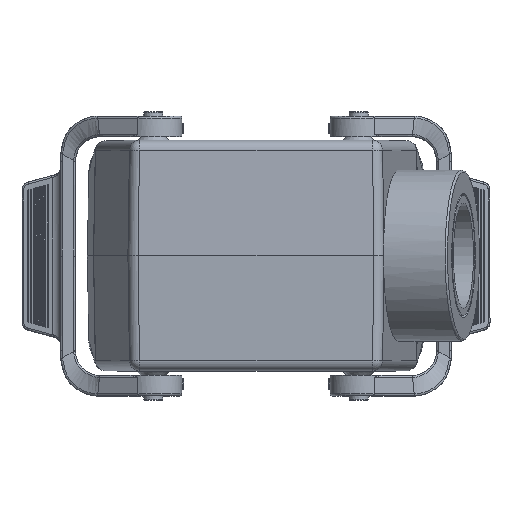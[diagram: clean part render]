
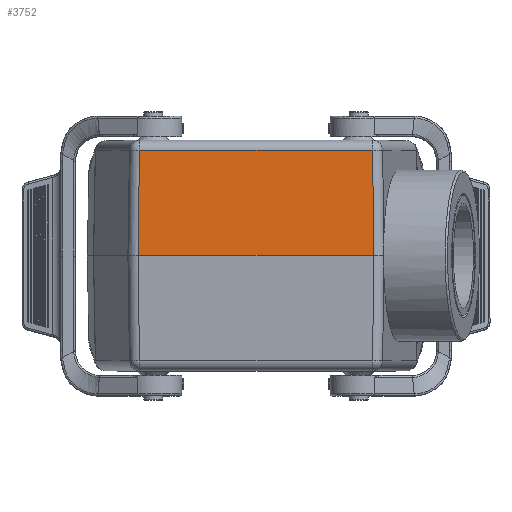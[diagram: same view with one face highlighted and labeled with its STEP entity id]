
A CAD part, top view. The second image highlights one B-rep face of the part: STEP entity #3752.
In plain terms, the highlighted planar face has unit normal (0, 0.018, 1).
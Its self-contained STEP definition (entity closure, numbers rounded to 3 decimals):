
#850=CARTESIAN_POINT('',(28.692,0.0,68.25));
#851=VERTEX_POINT('',#850);
#881=CARTESIAN_POINT('',(28.325,25.544,67.804));
#882=VERTEX_POINT('',#881);
#890=CARTESIAN_POINT('',(28.692,0.,68.25));
#891=DIRECTION('',(-0.014,1.,-0.017));
#892=VECTOR('',#891,25.55);
#893=LINE('',#890,#892);
#894=EDGE_CURVE('',#851,#882,#893,.T.);
#3493=CARTESIAN_POINT('',(-28.692,0.0,68.25));
#3494=VERTEX_POINT('',#3493);
#3495=CARTESIAN_POINT('',(28.692,0.0,68.25));
#3496=DIRECTION('',(-1.0,0.0,0.0));
#3497=VECTOR('',#3496,57.385);
#3498=LINE('',#3495,#3497);
#3499=EDGE_CURVE('',#851,#3494,#3498,.T.);
#3729=CARTESIAN_POINT('',(30.753,0.0,68.25));
#3730=DIRECTION('',(0.,0.017,1.));
#3731=DIRECTION('',(1.0,0.0,0.0));
#3732=AXIS2_PLACEMENT_3D('',#3729,#3730,#3731);
#3733=PLANE('',#3732);
#3734=ORIENTED_EDGE('',*,*,#3499,.F.);
#3735=ORIENTED_EDGE('',*,*,#894,.T.);
#3736=CARTESIAN_POINT('',(-28.325,25.544,67.804));
#3737=VERTEX_POINT('',#3736);
#3738=CARTESIAN_POINT('',(28.325,25.544,67.804));
#3739=DIRECTION('',(-1.0,0.0,0.0));
#3740=VECTOR('',#3739,56.65);
#3741=LINE('',#3738,#3740);
#3742=EDGE_CURVE('',#882,#3737,#3741,.T.);
#3743=ORIENTED_EDGE('',*,*,#3742,.T.);
#3744=CARTESIAN_POINT('',(-28.325,25.544,67.804));
#3745=DIRECTION('',(-0.014,-1.,0.017));
#3746=VECTOR('',#3745,25.55);
#3747=LINE('',#3744,#3746);
#3748=EDGE_CURVE('',#3737,#3494,#3747,.T.);
#3749=ORIENTED_EDGE('',*,*,#3748,.T.);
#3750=EDGE_LOOP('',(#3734,#3735,#3743,#3749));
#3751=FACE_OUTER_BOUND('',#3750,.T.);
#3752=ADVANCED_FACE('',(#3751),#3733,.T.);
